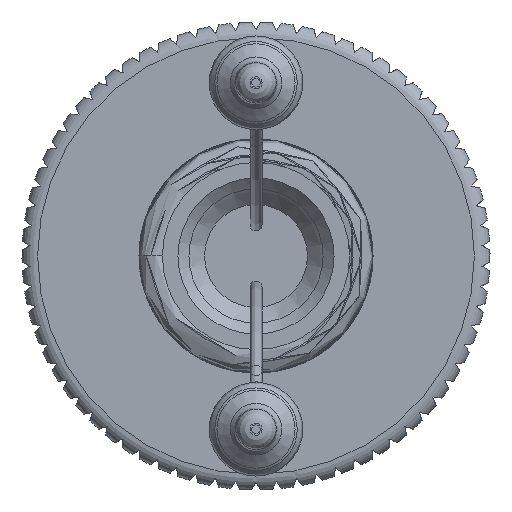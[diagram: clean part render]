
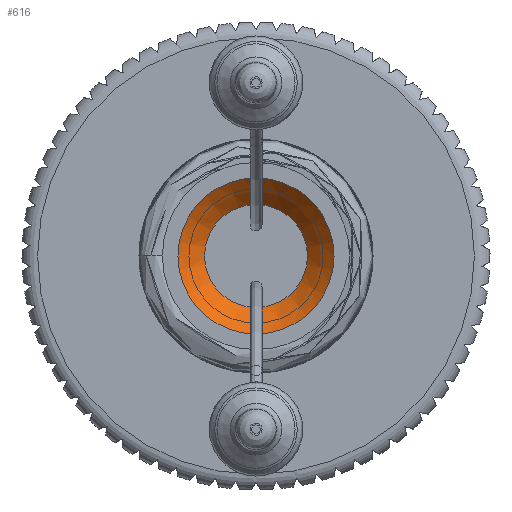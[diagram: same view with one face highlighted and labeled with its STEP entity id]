
A CAD part, left-side view. The second image highlights one B-rep face of the part: STEP entity #616.
In plain terms, the highlighted conical face has half-angle 45 degrees and reference radius 2.075 mm.
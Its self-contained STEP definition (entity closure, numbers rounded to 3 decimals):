
#616=ADVANCED_FACE('',(#22222,#22224),#22226,.F.);
#22222=FACE_OUTER_BOUND('',#22223,.T.);
#22223=EDGE_LOOP('',(#46314));
#22224=FACE_OUTER_BOUND('',#22225,.T.);
#22225=EDGE_LOOP('',(#46315));
#22226=CONICAL_SURFACE('',#22227,2.075,0.785);
#22227=AXIS2_PLACEMENT_3D('',#22228,#22229,#22230);
#22228=CARTESIAN_POINT('',(-58.575,0.,0.));
#22229=DIRECTION('',(-1.,0.,0.));
#22230=DIRECTION('',(0.,0.,1.));
#46314=ORIENTED_EDGE('',*,*,#47875,.F.);
#46315=ORIENTED_EDGE('',*,*,#47876,.T.);
#47875=EDGE_CURVE('',#48678,#48678,#48679,.T.);
#47876=EDGE_CURVE('',#48680,#48680,#48681,.T.);
#48678=VERTEX_POINT('',#50059);
#48679=CIRCLE('',#50060,1.65);
#48680=VERTEX_POINT('',#50064);
#48681=CIRCLE('',#50065,2.5);
#50059=CARTESIAN_POINT('',(-58.15,0.,1.65));
#50060=AXIS2_PLACEMENT_3D('',#50061,#50062,#50063);
#50061=CARTESIAN_POINT('',(-58.15,0.,0.));
#50062=DIRECTION('',(-1.,0.,0.));
#50063=DIRECTION('',(0.,0.,1.));
#50064=CARTESIAN_POINT('',(-59.,0.,2.5));
#50065=AXIS2_PLACEMENT_3D('',#50066,#50067,#50068);
#50066=CARTESIAN_POINT('',(-59.,0.,0.));
#50067=DIRECTION('',(-1.,0.,0.));
#50068=DIRECTION('',(0.,0.,1.));
